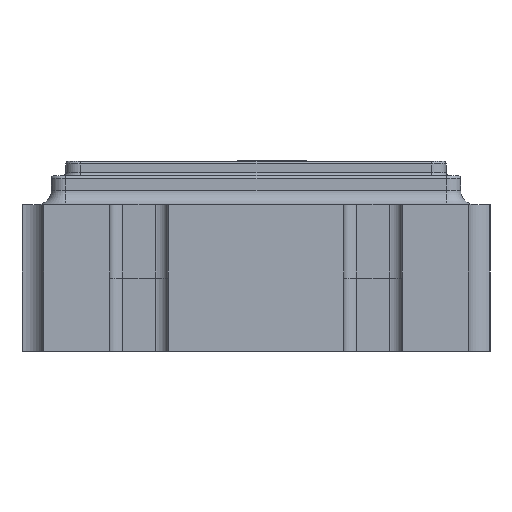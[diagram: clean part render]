
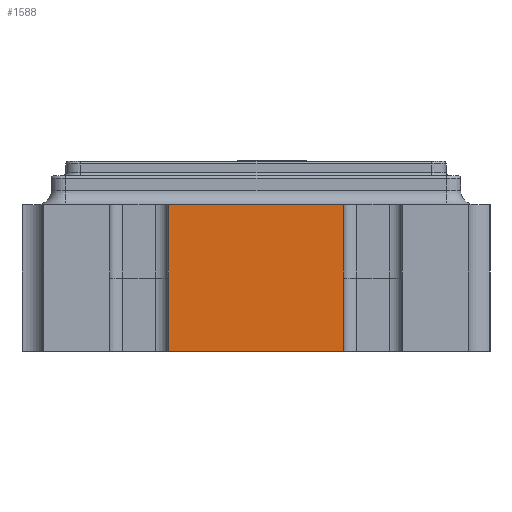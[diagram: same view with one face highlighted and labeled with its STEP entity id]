
A CAD part, left-side view. The second image highlights one B-rep face of the part: STEP entity #1588.
In plain terms, the highlighted planar face has unit normal (-1, 0, 0).
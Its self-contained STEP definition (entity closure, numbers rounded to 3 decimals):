
#508 = EDGE_CURVE ( 'NONE', #13207, #18022, #9175, .T. ) ;
#826 = VECTOR ( 'NONE', #21244, 1000. ) ;
#1533 = VECTOR ( 'NONE', #12758, 1000. ) ;
#1581 = VECTOR ( 'NONE', #3082, 1000. ) ;
#1588 = ADVANCED_FACE ( 'NONE', ( #4231 ), #17526, .T. ) ;
#3082 = DIRECTION ( 'NONE',  ( 0., 1., 0. ) ) ;
#3286 = ORIENTED_EDGE ( 'NONE', *, *, #508, .F. ) ;
#4094 = EDGE_LOOP ( 'NONE', ( #5872, #8876, #14526, #12762, #10892, #16677, #3286, #20026 ) ) ;
#4231 = FACE_OUTER_BOUND ( 'NONE', #4094, .T. ) ;
#4283 = LINE ( 'NONE', #20516, #10365 ) ;
#4306 = CARTESIAN_POINT ( 'NONE',  ( -2.5, 1.6, 0. ) ) ;
#4372 = VERTEX_POINT ( 'NONE', #18825 ) ;
#4516 = CARTESIAN_POINT ( 'NONE',  ( -2.5, -0.6, -0.5 ) ) ;
#5725 = DIRECTION ( 'NONE',  ( 0., 0., -1. ) ) ;
#5872 = ORIENTED_EDGE ( 'NONE', *, *, #15436, .F. ) ;
#7101 = VECTOR ( 'NONE', #15300, 1000. ) ;
#7581 = EDGE_CURVE ( 'NONE', #4372, #17644, #13105, .T. ) ;
#7679 = DIRECTION ( 'NONE',  ( 0., -1., 0. ) ) ;
#7886 = CARTESIAN_POINT ( 'NONE',  ( -2.5, 0.6, 0. ) ) ;
#8378 = CARTESIAN_POINT ( 'NONE',  ( -2.5, -0.6, -0.5 ) ) ;
#8876 = ORIENTED_EDGE ( 'NONE', *, *, #18344, .T. ) ;
#9007 = LINE ( 'NONE', #4306, #18444 ) ;
#9175 = LINE ( 'NONE', #14599, #1533 ) ;
#9640 = CARTESIAN_POINT ( 'NONE',  ( -2.5, 1.6, -0.5 ) ) ;
#9990 = CARTESIAN_POINT ( 'NONE',  ( -2.5, 1.6, -0.5 ) ) ;
#10017 = CARTESIAN_POINT ( 'NONE',  ( -2.5, 0.6, -0.5 ) ) ;
#10132 = CARTESIAN_POINT ( 'NONE',  ( -2.5, 1.6, -1. ) ) ;
#10365 = VECTOR ( 'NONE', #5725, 1000. ) ;
#10410 = CARTESIAN_POINT ( 'NONE',  ( -2.5, -0.6, 0. ) ) ;
#10415 = EDGE_CURVE ( 'NONE', #15984, #20752, #4283, .T. ) ;
#10892 = ORIENTED_EDGE ( 'NONE', *, *, #7581, .F. ) ;
#11165 = CARTESIAN_POINT ( 'NONE',  ( -2.5, 1.6, -1. ) ) ;
#11801 = CARTESIAN_POINT ( 'NONE',  ( -2.5, -0.6, -1. ) ) ;
#11861 = DIRECTION ( 'NONE',  ( -1., 0., 0. ) ) ;
#12758 = DIRECTION ( 'NONE',  ( 0., 0., 1. ) ) ;
#12762 = ORIENTED_EDGE ( 'NONE', *, *, #20711, .F. ) ;
#12784 = LINE ( 'NONE', #11165, #13453 ) ;
#12990 = CARTESIAN_POINT ( 'NONE',  ( -2.5, -0.6, -0.5 ) ) ;
#13105 = LINE ( 'NONE', #19514, #826 ) ;
#13169 = DIRECTION ( 'NONE',  ( 0., 0., 1. ) ) ;
#13207 = VERTEX_POINT ( 'NONE', #15028 ) ;
#13279 = LINE ( 'NONE', #8378, #15383 ) ;
#13453 = VECTOR ( 'NONE', #16147, 1000. ) ;
#13463 = LINE ( 'NONE', #9990, #7101 ) ;
#14526 = ORIENTED_EDGE ( 'NONE', *, *, #10415, .F. ) ;
#14599 = CARTESIAN_POINT ( 'NONE',  ( -2.5, 0.6, -0.5 ) ) ;
#15019 = DIRECTION ( 'NONE',  ( 0., 0., -1. ) ) ;
#15028 = CARTESIAN_POINT ( 'NONE',  ( -2.5, 0.6, -1. ) ) ;
#15300 = DIRECTION ( 'NONE',  ( 0., -1., 0. ) ) ;
#15383 = VECTOR ( 'NONE', #15019, 1000. ) ;
#15436 = EDGE_CURVE ( 'NONE', #16919, #16276, #13279, .T. ) ;
#15984 = VERTEX_POINT ( 'NONE', #10410 ) ;
#16147 = DIRECTION ( 'NONE',  ( 0., -1., 0. ) ) ;
#16276 = VERTEX_POINT ( 'NONE', #11801 ) ;
#16677 = ORIENTED_EDGE ( 'NONE', *, *, #19293, .F. ) ;
#16919 = VERTEX_POINT ( 'NONE', #12990 ) ;
#17526 = PLANE ( 'NONE',  #20946 ) ;
#17644 = VERTEX_POINT ( 'NONE', #7886 ) ;
#17673 = EDGE_CURVE ( 'NONE', #13207, #16276, #12784, .T. ) ;
#18022 = VERTEX_POINT ( 'NONE', #10017 ) ;
#18344 = EDGE_CURVE ( 'NONE', #16919, #20752, #13463, .T. ) ;
#18444 = VECTOR ( 'NONE', #7679, 1000. ) ;
#18825 = CARTESIAN_POINT ( 'NONE',  ( -2.5, 0.6, -0.5 ) ) ;
#19293 = EDGE_CURVE ( 'NONE', #18022, #4372, #19637, .T. ) ;
#19514 = CARTESIAN_POINT ( 'NONE',  ( -2.5, 0.6, -1. ) ) ;
#19637 = LINE ( 'NONE', #9640, #1581 ) ;
#20026 = ORIENTED_EDGE ( 'NONE', *, *, #17673, .T. ) ;
#20516 = CARTESIAN_POINT ( 'NONE',  ( -2.5, -0.6, -1. ) ) ;
#20711 = EDGE_CURVE ( 'NONE', #17644, #15984, #9007, .T. ) ;
#20752 = VERTEX_POINT ( 'NONE', #4516 ) ;
#20946 = AXIS2_PLACEMENT_3D ( 'NONE', #10132, #11861, #13169 ) ;
#21244 = DIRECTION ( 'NONE',  ( 0., 0., 1. ) ) ;
